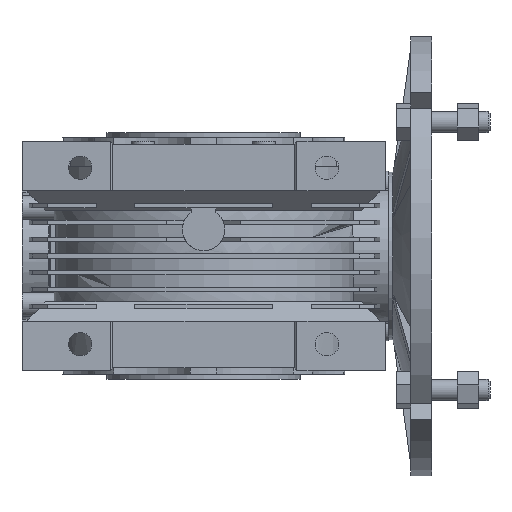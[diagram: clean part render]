
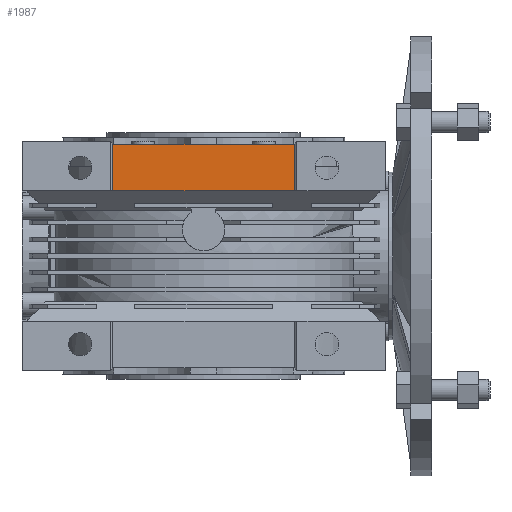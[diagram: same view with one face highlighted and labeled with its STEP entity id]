
A CAD part, front view. The second image highlights one B-rep face of the part: STEP entity #1987.
In plain terms, the highlighted face is planar.
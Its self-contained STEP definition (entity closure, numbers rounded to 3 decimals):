
#1987 = ADVANCED_FACE( '', ( #4599 ), #4600, .F. );
#4599 = FACE_OUTER_BOUND( '', #7892, .T. );
#4600 = PLANE( '', #7893 );
#7892 = EDGE_LOOP( '', ( #13851, #13852, #13853, #13854 ) );
#7893 = AXIS2_PLACEMENT_3D( '', #13855, #13856, #13857 );
#13851 = ORIENTED_EDGE( '', *, *, #21141, .F. );
#13852 = ORIENTED_EDGE( '', *, *, #21142, .F. );
#13853 = ORIENTED_EDGE( '', *, *, #21143, .F. );
#13854 = ORIENTED_EDGE( '', *, *, #20003, .T. );
#13855 = CARTESIAN_POINT( '', ( -37., -51.5, -101.5 ) );
#13856 = DIRECTION( '', ( 0., 0., 1. ) );
#13857 = DIRECTION( '', ( 1., 0., 0. ) );
#20003 = EDGE_CURVE( '', #24350, #24348, #24351, .T. );
#21141 = EDGE_CURVE( '', #26099, #24348, #26100, .T. );
#21142 = EDGE_CURVE( '', #26101, #26099, #26102, .T. );
#21143 = EDGE_CURVE( '', #24350, #26101, #26103, .T. );
#24348 = VERTEX_POINT( '', #30519 );
#24350 = VERTEX_POINT( '', #30522 );
#24351 = LINE( '', #30523, #30524 );
#26099 = VERTEX_POINT( '', #33077 );
#26100 = LINE( '', #33078, #33079 );
#26101 = VERTEX_POINT( '', #33080 );
#26102 = LINE( '', #33081, #33082 );
#26103 = LINE( '', #33083, #33084 );
#30519 = CARTESIAN_POINT( '', ( -63.5, -51.5, -101.5 ) );
#30522 = CARTESIAN_POINT( '', ( -37., -51.5, -101.5 ) );
#30523 = CARTESIAN_POINT( '', ( -37., -51.5, -101.5 ) );
#30524 = VECTOR( '', #36959, 1000. );
#33077 = CARTESIAN_POINT( '', ( -63.5, 51.5, -101.5 ) );
#33078 = CARTESIAN_POINT( '', ( -63.5, -51.5, -101.5 ) );
#33079 = VECTOR( '', #38269, 1000. );
#33080 = CARTESIAN_POINT( '', ( -37., 51.5, -101.5 ) );
#33081 = CARTESIAN_POINT( '', ( -37., 51.5, -101.5 ) );
#33082 = VECTOR( '', #38270, 1000. );
#33083 = CARTESIAN_POINT( '', ( -37., -51.5, -101.5 ) );
#33084 = VECTOR( '', #38271, 1000. );
#36959 = DIRECTION( '', ( -1., 0., 0. ) );
#38269 = DIRECTION( '', ( 0., -1., 0. ) );
#38270 = DIRECTION( '', ( -1., 0., 0. ) );
#38271 = DIRECTION( '', ( 0., 1., 0. ) );
